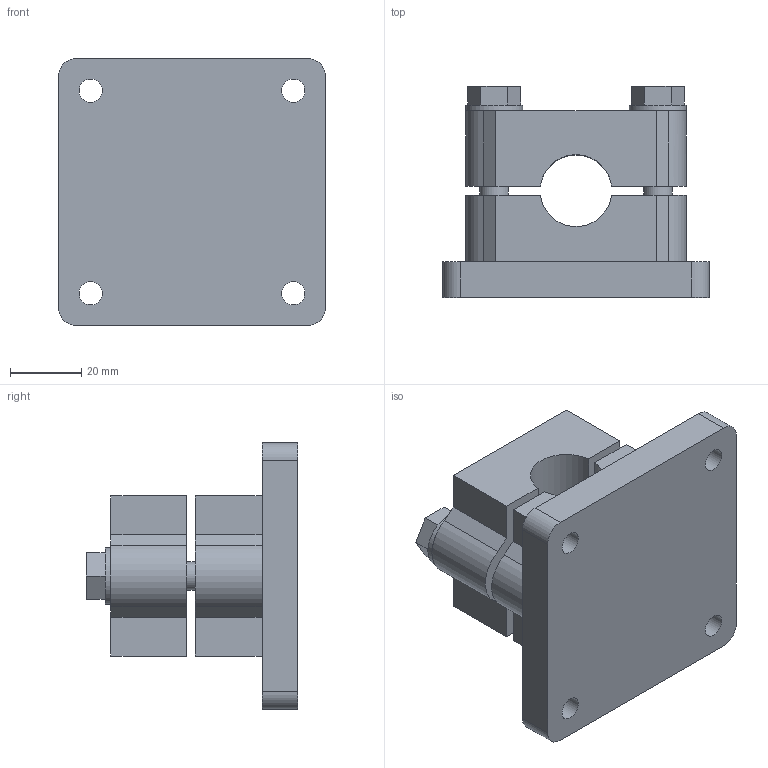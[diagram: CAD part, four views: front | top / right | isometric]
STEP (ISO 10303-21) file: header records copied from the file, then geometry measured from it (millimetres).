
FILE_DESCRIPTION( ( 'STEP AP214' ), '1' );
FILE_NAME( 'K0479.5220.stp', '2020-12-08T09:55:49', ( '' ), ( '' ), ' ', 'PARTsolutions', ' ' );
FILE_SCHEMA( ( 'AUTOMOTIVE_DESIGN { 1 0 10303 214 1 1 1 1 }' ) );
Length unit declared in the file: millimetre
Products named in the file (1): _K0479.5220
Bounding box: 75 x 59.4 x 75 mm (x, y, z)
Volume: 136585.1 mm3; surface area: 27851.6 mm2
Topology: 1 solids, 1 shells, 65 faces, 174 edges, 116 vertices
Faces by surface type: plane 47, cylinder 18
Full cylindrical faces by diameter (mm): 6.5 x4, 8 x2, 16 x2
Entity records: 2506 total; most frequent: CARTESIAN_POINT 340, DIRECTION 332, ORIENTED_EDGE 324, EDGE_CURVE 162, LINE 124, VECTOR 124, VERTEX_POINT 112, AXIS2_PLACEMENT_3D 104
